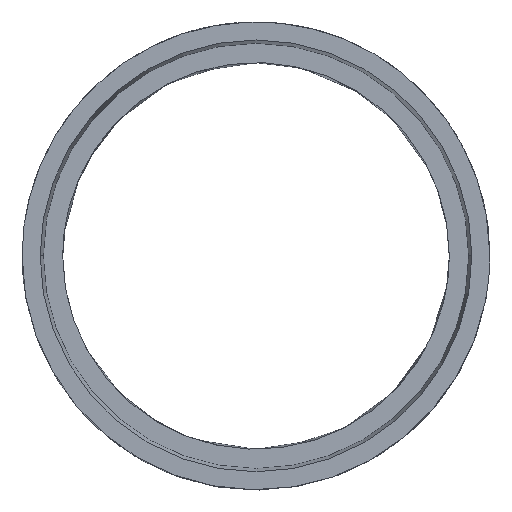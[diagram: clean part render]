
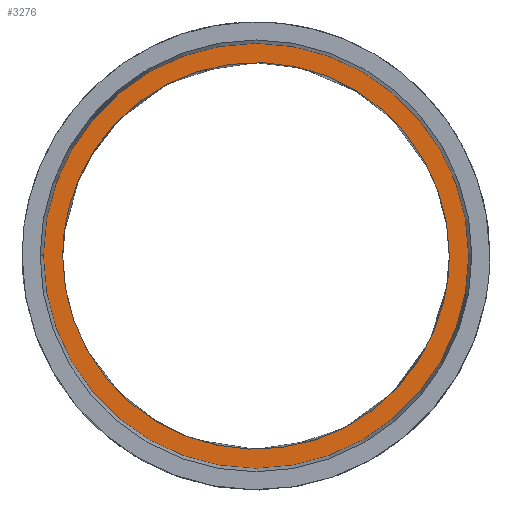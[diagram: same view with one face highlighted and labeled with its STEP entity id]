
A CAD part, top view. The second image highlights one B-rep face of the part: STEP entity #3276.
In plain terms, the highlighted planar face has unit normal (0, 0, 1).
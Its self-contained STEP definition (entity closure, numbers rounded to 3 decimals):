
#239 = CARTESIAN_POINT ( 'NONE',  ( 0., 0., 200. ) ) ;
#487 = DIRECTION ( 'NONE',  ( -1., 0., 0. ) ) ;
#528 = CARTESIAN_POINT ( 'NONE',  ( 257.139, 167.125, 200. ) ) ;
#635 = CARTESIAN_POINT ( 'NONE',  ( 299.136, 23.767, 200. ) ) ;
#1372 = CARTESIAN_POINT ( 'NONE',  ( 0., 0., 200. ) ) ;
#1418 = ORIENTED_EDGE ( 'NONE', *, *, #7938, .F. ) ;
#2183 = CARTESIAN_POINT ( 'NONE',  ( 299.842, 11.918, 200. ) ) ;
#2429 = EDGE_CURVE ( 'NONE', #20830, #15779, #16073, .T. ) ;
#2459 = CARTESIAN_POINT ( 'NONE',  ( -300., 0., 200. ) ) ;
#2496 = CARTESIAN_POINT ( 'NONE',  ( 288.197, -105.67, 200. ) ) ;
#3276 = ADVANCED_FACE ( 'NONE', ( #3566, #12012 ), #3786, .F. ) ;
#3566 = FACE_OUTER_BOUND ( 'NONE', #14544, .T. ) ;
#3786 = PLANE ( 'NONE',  #8697 ) ;
#4037 = CARTESIAN_POINT ( 'NONE',  ( 155.873, -268.391, 200. ) ) ;
#5052 = CARTESIAN_POINT ( 'NONE',  ( 300., 0., 200. ) ) ;
#5174 = B_SPLINE_CURVE_WITH_KNOTS ( 'NONE', 3,
 ( #20275, #8759, #2183, #635, #8871, #15571, #528, #10410, #7221, #13917, #20608, #5577, #12272, #6882 ),
 .UNSPECIFIED., .F., .F.,
 ( 4, 1, 1, 1, 1, 2, 2, 2, 4 ),
 ( 0., 0.012, 0.023, 0.035, 0.047, 0.234, 0.467, 0.701, 0.935 ),
 .UNSPECIFIED. ) ;
#5577 = CARTESIAN_POINT ( 'NONE',  ( -268.391, 155.873, 200. ) ) ;
#6581 = CARTESIAN_POINT ( 'NONE',  ( 330., 0., 200. ) ) ;
#6882 = CARTESIAN_POINT ( 'NONE',  ( -300., 0., 200. ) ) ;
#6935 = CIRCLE ( 'NONE', #8027, 330. ) ;
#7221 = CARTESIAN_POINT ( 'NONE',  ( 79.563, 300., 200. ) ) ;
#7409 = ORIENTED_EDGE ( 'NONE', *, *, #10881, .F. ) ;
#7938 = EDGE_CURVE ( 'NONE', #11279, #10498, #5174, .T. ) ;
#8027 = AXIS2_PLACEMENT_3D ( 'NONE', #239, #15172, #13623 ) ;
#8446 = CARTESIAN_POINT ( 'NONE',  ( 297.966, -35.541, 200. ) ) ;
#8697 = AXIS2_PLACEMENT_3D ( 'NONE', #18596, #10481, #487 ) ;
#8759 = CARTESIAN_POINT ( 'NONE',  ( 300., 3.978, 200. ) ) ;
#8871 = CARTESIAN_POINT ( 'NONE',  ( 297.966, 35.541, 200. ) ) ;
#9035 = EDGE_CURVE ( 'NONE', #15779, #20830, #6935, .T. ) ;
#9050 = B_SPLINE_CURVE_WITH_KNOTS ( 'NONE', 3,
 ( #16793, #12069, #11742, #11957, #17522, #18439, #4037, #13709, #2496, #8446, #18653, #10723, #19067, #5052 ),
 .UNSPECIFIED., .F., .F.,
 ( 4, 2, 2, 2, 1, 1, 1, 1, 4 ),
 ( 0.935, 1.168, 1.402, 1.635, 1.822, 1.834, 1.845, 1.857, 1.869 ),
 .UNSPECIFIED. ) ;
#9594 = DIRECTION ( 'NONE',  ( 0., 0., 1. ) ) ;
#10410 = CARTESIAN_POINT ( 'NONE',  ( 155.873, 268.391, 200. ) ) ;
#10481 = DIRECTION ( 'NONE',  ( 0., 0., -1. ) ) ;
#10498 = VERTEX_POINT ( 'NONE', #2459 ) ;
#10723 = CARTESIAN_POINT ( 'NONE',  ( 299.842, -11.918, 200. ) ) ;
#10881 = EDGE_CURVE ( 'NONE', #10498, #11279, #9050, .T. ) ;
#11279 = VERTEX_POINT ( 'NONE', #12593 ) ;
#11742 = CARTESIAN_POINT ( 'NONE',  ( -268.391, -155.873, 200. ) ) ;
#11957 = CARTESIAN_POINT ( 'NONE',  ( -155.873, -268.391, 200. ) ) ;
#12012 = FACE_BOUND ( 'NONE', #19302, .T. ) ;
#12069 = CARTESIAN_POINT ( 'NONE',  ( -300., -79.563, 200. ) ) ;
#12272 = CARTESIAN_POINT ( 'NONE',  ( -300., 79.563, 200. ) ) ;
#12593 = CARTESIAN_POINT ( 'NONE',  ( 300., 0., 200. ) ) ;
#13623 = DIRECTION ( 'NONE',  ( 1., 0., 0. ) ) ;
#13709 = CARTESIAN_POINT ( 'NONE',  ( 257.139, -167.125, 200. ) ) ;
#13892 = ORIENTED_EDGE ( 'NONE', *, *, #9035, .T. ) ;
#13917 = CARTESIAN_POINT ( 'NONE',  ( -79.563, 300., 200. ) ) ;
#14544 = EDGE_LOOP ( 'NONE', ( #13892, #21296 ) ) ;
#15172 = DIRECTION ( 'NONE',  ( 0., 0., 1. ) ) ;
#15571 = CARTESIAN_POINT ( 'NONE',  ( 288.197, 105.67, 200. ) ) ;
#15779 = VERTEX_POINT ( 'NONE', #6581 ) ;
#16073 = CIRCLE ( 'NONE', #17822, 330. ) ;
#16793 = CARTESIAN_POINT ( 'NONE',  ( -300., 0., 200. ) ) ;
#17522 = CARTESIAN_POINT ( 'NONE',  ( -79.563, -300., 200. ) ) ;
#17822 = AXIS2_PLACEMENT_3D ( 'NONE', #1372, #9594, #19577 ) ;
#18439 = CARTESIAN_POINT ( 'NONE',  ( 79.563, -300., 200. ) ) ;
#18596 = CARTESIAN_POINT ( 'NONE',  ( 300., 0., 200. ) ) ;
#18653 = CARTESIAN_POINT ( 'NONE',  ( 299.136, -23.767, 200. ) ) ;
#18802 = CARTESIAN_POINT ( 'NONE',  ( -330., 0., 200. ) ) ;
#19067 = CARTESIAN_POINT ( 'NONE',  ( 300., -3.978, 200. ) ) ;
#19302 = EDGE_LOOP ( 'NONE', ( #1418, #7409 ) ) ;
#19577 = DIRECTION ( 'NONE',  ( 1., 0., 0. ) ) ;
#20275 = CARTESIAN_POINT ( 'NONE',  ( 300., 0., 200. ) ) ;
#20608 = CARTESIAN_POINT ( 'NONE',  ( -155.873, 268.391, 200. ) ) ;
#20830 = VERTEX_POINT ( 'NONE', #18802 ) ;
#21296 = ORIENTED_EDGE ( 'NONE', *, *, #2429, .T. ) ;
